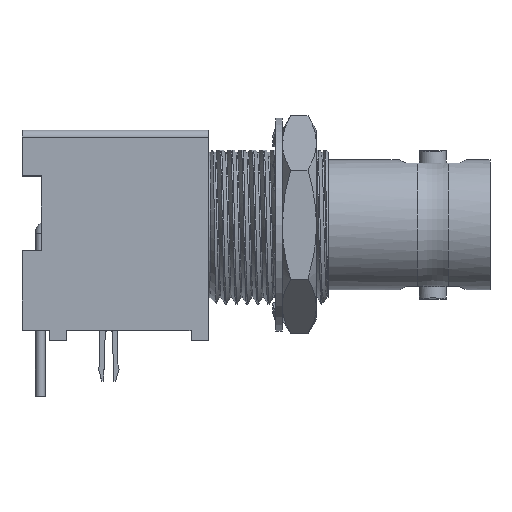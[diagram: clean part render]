
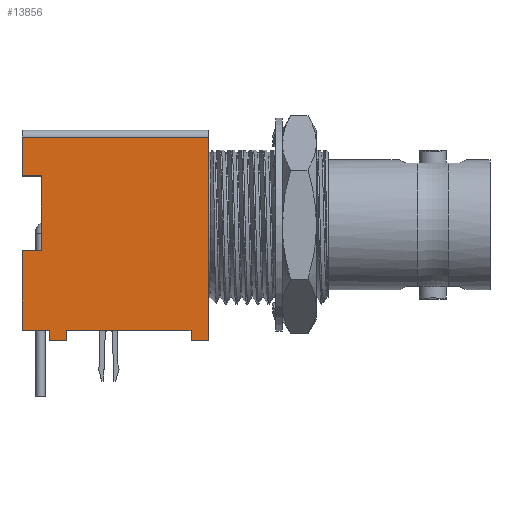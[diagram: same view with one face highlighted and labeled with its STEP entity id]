
A CAD part, top view. The second image highlights one B-rep face of the part: STEP entity #13856.
In plain terms, the highlighted planar face has unit normal (0, 0, 1).
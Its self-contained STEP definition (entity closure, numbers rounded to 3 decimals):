
#14=DIRECTION('',(0.,-1.,0.));
#15=VECTOR('',#14,5.93);
#16=CARTESIAN_POINT('',(0.,5.715,7.25));
#17=LINE('',#16,#15);
#154=DIRECTION('',(0.,-1.,0.));
#155=VECTOR('',#154,0.762);
#156=CARTESIAN_POINT('',(2.032,-0.215,7.25));
#157=LINE('',#156,#155);
#158=DIRECTION('',(1.,0.,0.));
#159=VECTOR('',#158,9.229);
#160=CARTESIAN_POINT('',(3.302,-0.215,7.25));
#161=LINE('',#160,#159);
#162=DIRECTION('',(0.,-1.,0.));
#163=VECTOR('',#162,0.762);
#164=CARTESIAN_POINT('',(3.302,-0.215,7.25));
#165=LINE('',#164,#163);
#166=DIRECTION('',(1.,0.,0.));
#167=VECTOR('',#166,2.032);
#168=CARTESIAN_POINT('',(0.,-0.215,7.25));
#169=LINE('',#168,#167);
#170=DIRECTION('',(0.,1.,0.));
#171=VECTOR('',#170,5.536);
#172=CARTESIAN_POINT('',(1.43,5.715,7.25));
#173=LINE('',#172,#171);
#174=DIRECTION('',(1.,0.,0.));
#175=VECTOR('',#174,1.43);
#176=CARTESIAN_POINT('',(0.,11.251,7.25));
#177=LINE('',#176,#175);
#186=DIRECTION('',(0.,1.,0.));
#187=VECTOR('',#186,15.095);
#188=CARTESIAN_POINT('',(13.801,-0.977,7.25));
#189=LINE('',#188,#187);
#212=DIRECTION('',(0.,-1.,0.));
#213=VECTOR('',#212,0.762);
#214=CARTESIAN_POINT('',(12.531,-0.215,7.25));
#215=LINE('',#214,#213);
#220=DIRECTION('',(-1.,0.,0.));
#221=VECTOR('',#220,1.27);
#222=CARTESIAN_POINT('',(13.801,-0.977,7.25));
#223=LINE('',#222,#221);
#232=DIRECTION('',(1.,0.,0.));
#233=VECTOR('',#232,13.801);
#234=CARTESIAN_POINT('',(0.,14.117,7.25));
#235=LINE('',#234,#233);
#254=DIRECTION('',(0.,-1.,0.));
#255=VECTOR('',#254,2.866);
#256=CARTESIAN_POINT('',(0.,14.117,7.25));
#257=LINE('',#256,#255);
#655=DIRECTION('',(-1.,0.,0.));
#656=VECTOR('',#655,1.43);
#657=CARTESIAN_POINT('',(1.43,5.715,7.25));
#658=LINE('',#657,#656);
#11858=DIRECTION('',(-1.,0.,0.));
#11859=VECTOR('',#11858,1.27);
#11860=CARTESIAN_POINT('',(3.302,-0.977,7.25));
#11861=LINE('',#11860,#11859);
#12462=CARTESIAN_POINT('',(0.,11.251,7.25));
#12463=CARTESIAN_POINT('',(1.43,11.251,7.25));
#12464=VERTEX_POINT('',#12462);
#12465=VERTEX_POINT('',#12463);
#12482=CARTESIAN_POINT('',(0.,14.117,7.25));
#12483=CARTESIAN_POINT('',(13.801,14.117,7.25));
#12484=VERTEX_POINT('',#12482);
#12485=VERTEX_POINT('',#12483);
#12502=CARTESIAN_POINT('',(1.43,5.715,7.25));
#12503=CARTESIAN_POINT('',(0.,5.715,7.25));
#12504=VERTEX_POINT('',#12502);
#12505=VERTEX_POINT('',#12503);
#12508=CARTESIAN_POINT('',(0.,-0.215,7.25));
#12509=VERTEX_POINT('',#12508);
#12586=CARTESIAN_POINT('',(2.032,-0.977,7.25));
#12588=VERTEX_POINT('',#12586);
#12592=CARTESIAN_POINT('',(3.302,-0.977,7.25));
#12593=VERTEX_POINT('',#12592);
#12610=CARTESIAN_POINT('',(12.531,-0.977,7.25));
#12612=VERTEX_POINT('',#12610);
#12616=CARTESIAN_POINT('',(13.801,-0.977,7.25));
#12617=VERTEX_POINT('',#12616);
#12618=CARTESIAN_POINT('',(2.032,-0.215,7.25));
#12620=VERTEX_POINT('',#12618);
#12624=CARTESIAN_POINT('',(3.302,-0.215,7.25));
#12625=VERTEX_POINT('',#12624);
#12640=CARTESIAN_POINT('',(12.531,-0.215,7.25));
#12642=VERTEX_POINT('',#12640);
#13825=CARTESIAN_POINT('',(0.,14.625,7.25));
#13826=DIRECTION('',(0.,0.,1.));
#13827=DIRECTION('',(0.,-1.,0.));
#13828=AXIS2_PLACEMENT_3D('',#13825,#13826,#13827);
#13829=PLANE('',#13828);
#13831=ORIENTED_EDGE('',*,*,#13830,.F.);
#13833=ORIENTED_EDGE('',*,*,#13832,.T.);
#13835=ORIENTED_EDGE('',*,*,#13834,.F.);
#13836=ORIENTED_EDGE('',*,*,#13731,.F.);
#13838=ORIENTED_EDGE('',*,*,#13837,.T.);
#13840=ORIENTED_EDGE('',*,*,#13839,.T.);
#13841=ORIENTED_EDGE('',*,*,#13816,.F.);
#13842=ORIENTED_EDGE('',*,*,#13769,.F.);
#13843=ORIENTED_EDGE('',*,*,#13698,.F.);
#13845=ORIENTED_EDGE('',*,*,#13844,.F.);
#13847=ORIENTED_EDGE('',*,*,#13846,.T.);
#13849=ORIENTED_EDGE('',*,*,#13848,.F.);
#13851=ORIENTED_EDGE('',*,*,#13850,.F.);
#13853=ORIENTED_EDGE('',*,*,#13852,.T.);
#13854=EDGE_LOOP('',(#13831,#13833,#13835,#13836,#13838,#13840,#13841,#13842,
#13843,#13845,#13847,#13849,#13851,#13853));
#13855=FACE_OUTER_BOUND('',#13854,.F.);
#13856=ADVANCED_FACE('',(#13855),#13829,.T.);
#13698=EDGE_CURVE('',#12505,#12509,#17,.T.);
#13731=EDGE_CURVE('',#12625,#12642,#161,.T.);
#13769=EDGE_CURVE('',#12509,#12620,#169,.T.);
#13816=EDGE_CURVE('',#12620,#12588,#157,.T.);
#13830=EDGE_CURVE('',#12617,#12485,#189,.T.);
#13832=EDGE_CURVE('',#12617,#12612,#223,.T.);
#13834=EDGE_CURVE('',#12642,#12612,#215,.T.);
#13837=EDGE_CURVE('',#12625,#12593,#165,.T.);
#13839=EDGE_CURVE('',#12593,#12588,#11861,.T.);
#13844=EDGE_CURVE('',#12504,#12505,#658,.T.);
#13846=EDGE_CURVE('',#12504,#12465,#173,.T.);
#13848=EDGE_CURVE('',#12464,#12465,#177,.T.);
#13850=EDGE_CURVE('',#12484,#12464,#257,.T.);
#13852=EDGE_CURVE('',#12484,#12485,#235,.T.);
